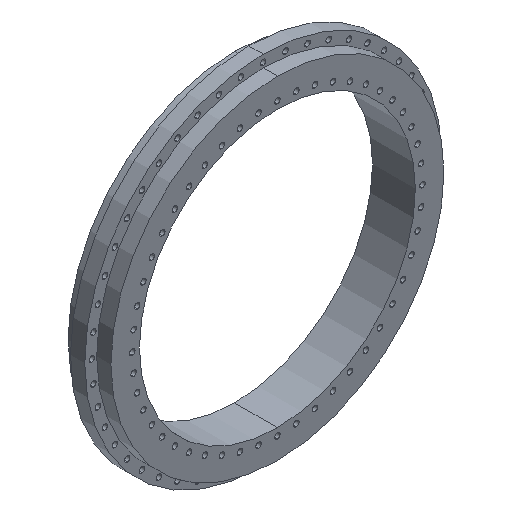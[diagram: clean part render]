
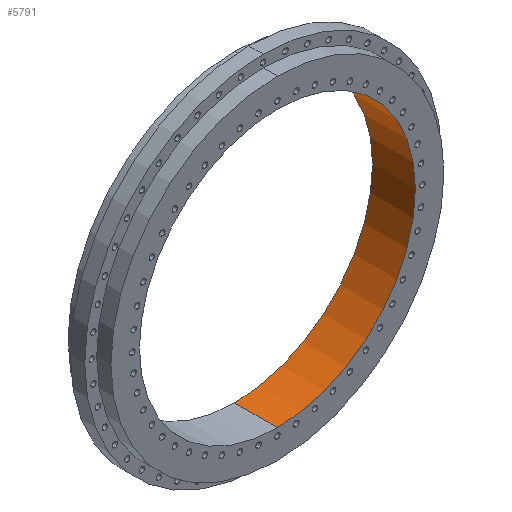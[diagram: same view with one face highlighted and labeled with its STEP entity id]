
A CAD part, isometric view. The second image highlights one B-rep face of the part: STEP entity #5791.
In plain terms, the highlighted cylindrical face has radius 290 mm (diameter 580 mm), a partial arc.
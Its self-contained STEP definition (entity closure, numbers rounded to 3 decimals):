
#332 = CIRCLE ( 'NONE', #370, 290. ) ;
#360 = DIRECTION ( 'NONE',  ( 0., 0., -1. ) ) ;
#361 = DIRECTION ( 'NONE',  ( 0., -1., 0. ) ) ;
#369 = CARTESIAN_POINT ( 'NONE',  ( 0., 90., 0. ) ) ;
#370 = AXIS2_PLACEMENT_3D ( 'NONE', #369, #361, #360 ) ;
#458 = CIRCLE ( 'NONE', #501, 290. ) ;
#492 = DIRECTION ( 'NONE',  ( 0., 0., -1. ) ) ;
#493 = DIRECTION ( 'NONE',  ( 0., -1., 0. ) ) ;
#494 = CARTESIAN_POINT ( 'NONE',  ( 0., 0., 0. ) ) ;
#501 = AXIS2_PLACEMENT_3D ( 'NONE', #494, #493, #492 ) ;
#539 = DIRECTION ( 'NONE',  ( 0., -1., 0. ) ) ;
#540 = CARTESIAN_POINT ( 'NONE',  ( 0., 0., 0. ) ) ;
#545 = CYLINDRICAL_SURFACE ( 'NONE', #594, 290. ) ;
#592 = DIRECTION ( 'NONE',  ( 0., 0., -1. ) ) ;
#594 = AXIS2_PLACEMENT_3D ( 'NONE', #540, #539, #592 ) ;
#596 = FACE_OUTER_BOUND ( 'NONE', #5636, .T. ) ;
#861 = DIRECTION ( 'NONE',  ( 0., -1., 0. ) ) ;
#872 = VECTOR ( 'NONE', #861, 1000. ) ;
#1960 = CARTESIAN_POINT ( 'NONE',  ( 0., 0., 290. ) ) ;
#1961 = LINE ( 'NONE', #1960, #872 ) ;
#1972 = CARTESIAN_POINT ( 'NONE',  ( 0., 90., 290. ) ) ;
#2268 = CARTESIAN_POINT ( 'NONE',  ( 0., 0., 290. ) ) ;
#2716 = CARTESIAN_POINT ( 'NONE',  ( 0., 90., -290. ) ) ;
#2719 = CARTESIAN_POINT ( 'NONE',  ( 0., 0., -290. ) ) ;
#2724 = DIRECTION ( 'NONE',  ( 0., -1., 0. ) ) ;
#2725 = VECTOR ( 'NONE', #2724, 1000. ) ;
#2729 = LINE ( 'NONE', #2719, #2725 ) ;
#2732 = CARTESIAN_POINT ( 'NONE',  ( 0., 0., -290. ) ) ;
#5400 = VERTEX_POINT ( 'NONE', #1972 ) ;
#5431 = VERTEX_POINT ( 'NONE', #2268 ) ;
#5442 = EDGE_CURVE ( 'NONE', #5400, #5431, #1961, .T. ) ;
#5445 = VERTEX_POINT ( 'NONE', #2716 ) ;
#5451 = EDGE_CURVE ( 'NONE', #5445, #5454, #2729, .T. ) ;
#5454 = VERTEX_POINT ( 'NONE', #2732 ) ;
#5636 = EDGE_LOOP ( 'NONE', ( #5684, #5864, #5885, #5736 ) ) ;
#5684 = ORIENTED_EDGE ( 'NONE', *, *, #5442, .F. ) ;
#5691 = EDGE_CURVE ( 'NONE', #5445, #5400, #332, .T. ) ;
#5732 = EDGE_CURVE ( 'NONE', #5454, #5431, #458, .T. ) ;
#5736 = ORIENTED_EDGE ( 'NONE', *, *, #5732, .T. ) ;
#5791 = ADVANCED_FACE ( 'NONE', ( #596 ), #545, .F. ) ;
#5864 = ORIENTED_EDGE ( 'NONE', *, *, #5691, .F. ) ;
#5885 = ORIENTED_EDGE ( 'NONE', *, *, #5451, .T. ) ;
